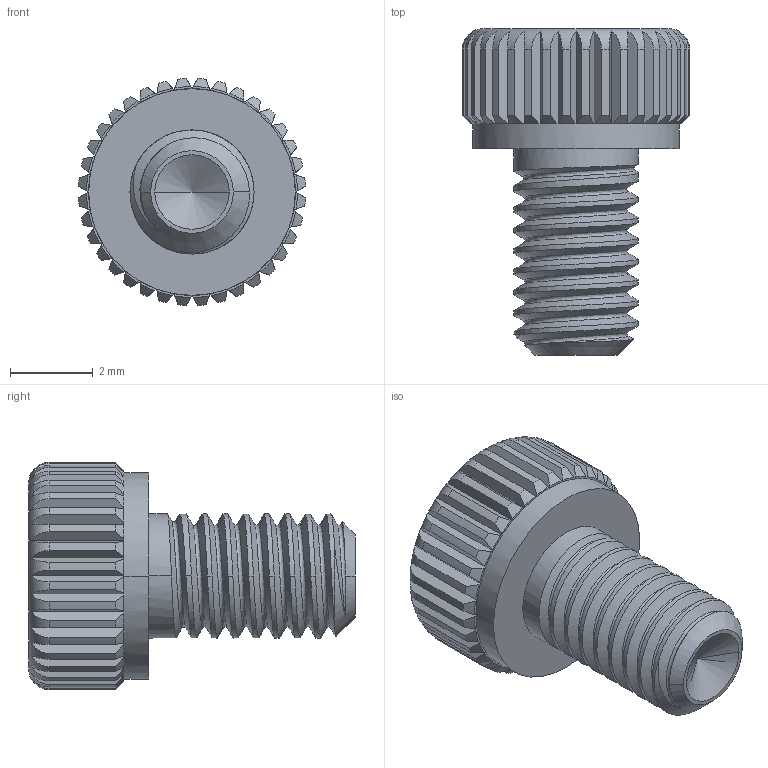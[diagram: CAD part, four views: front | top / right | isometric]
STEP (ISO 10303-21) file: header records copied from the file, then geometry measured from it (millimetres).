
FILE_DESCRIPTION((''),'2;1');
FILE_NAME('SCR-0090','2013-05-30T',('yunjie'),(''),'PRO/ENGINEER BY PARAMETRIC TECHNOLOGY CORPORATION, 2010480','PRO/ENGINEER BY PARAMETRIC TECHNOLOGY CORPORATION, 2010480','');
FILE_SCHEMA(('CONFIG_CONTROL_DESIGN'));
Length unit declared in the file: millimetre
Products named in the file (1): SCR-0090
Bounding box: 5.49 x 7.9 x 5.49 mm (x, y, z)
Volume: 81.4 mm3; surface area: 189.8 mm2
Topology: 1 solids, 1 shells, 227 faces, 587 edges, 363 vertices
Faces by surface type: plane 118, cylinder 55, cone 40, bspline 12, torus 2
Entity records: 10456 total; most frequent: CARTESIAN_POINT 5223, ORIENTED_EDGE 1170, DIRECTION 971, EDGE_CURVE 585, AXIS2_PLACEMENT_3D 372, VERTEX_POINT 363, EDGE_LOOP 230, VECTOR 227
